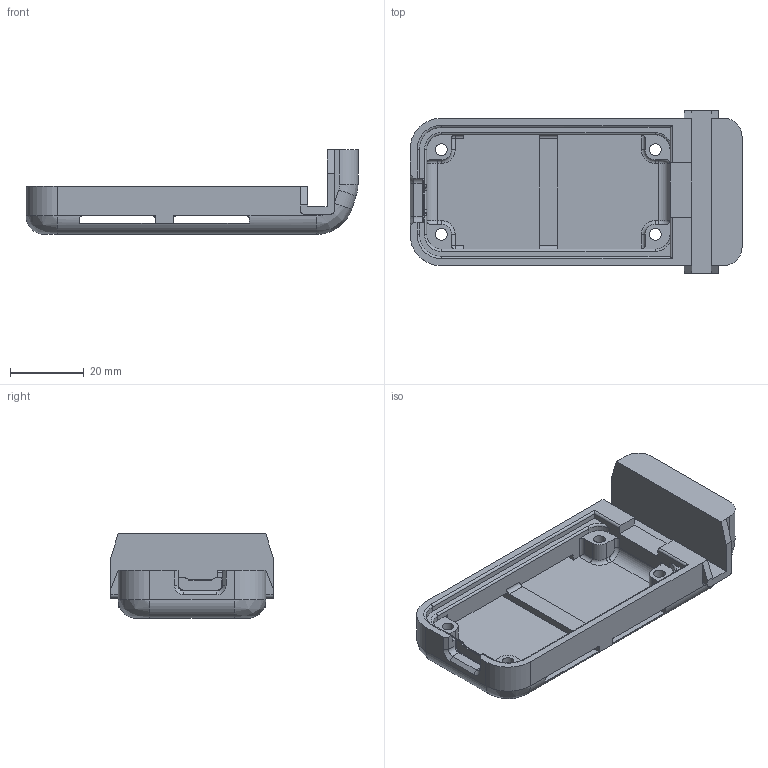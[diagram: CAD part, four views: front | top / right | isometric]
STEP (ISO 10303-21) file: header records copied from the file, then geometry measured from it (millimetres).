
FILE_DESCRIPTION(/* description */ (''),/* implementation_level */ '2;1');
FILE_NAME(/* name */ 'Housing_Bottom_FDM.stp',/* time_stamp */ '2023-08-21T17:25:11+02:00',/* author */ (''),/* organization */ (''),/* preprocessor_version */ 'ST-DEVELOPER v15',/* originating_system */ 'SIEMENS PLM Software NX 8.5',/* authorisation */ '');
FILE_SCHEMA (('AUTOMOTIVE_DESIGN { 1 0 10303 214 3 1 1 1 }'));
Length unit declared in the file: millimetre
Products named in the file (1): Housing_Bottom
Bounding box: 90 x 44 x 23 mm (x, y, z)
Volume: 24901.8 mm3; surface area: 13651 mm2
Topology: 1 solids, 1 shells, 203 faces, 545 edges, 334 vertices
Faces by surface type: cylinder 89, plane 80, torus 18, bspline 8, cone 6, sphere 2
Full cylindrical faces by diameter (mm): 3.2 x4, 5 x4
Entity records: 6433 total; most frequent: CARTESIAN_POINT 1357, DIRECTION 1095, ORIENTED_EDGE 1042, EDGE_CURVE 521, AXIS2_PLACEMENT_3D 394, VERTEX_POINT 324, LINE 307, VECTOR 307
